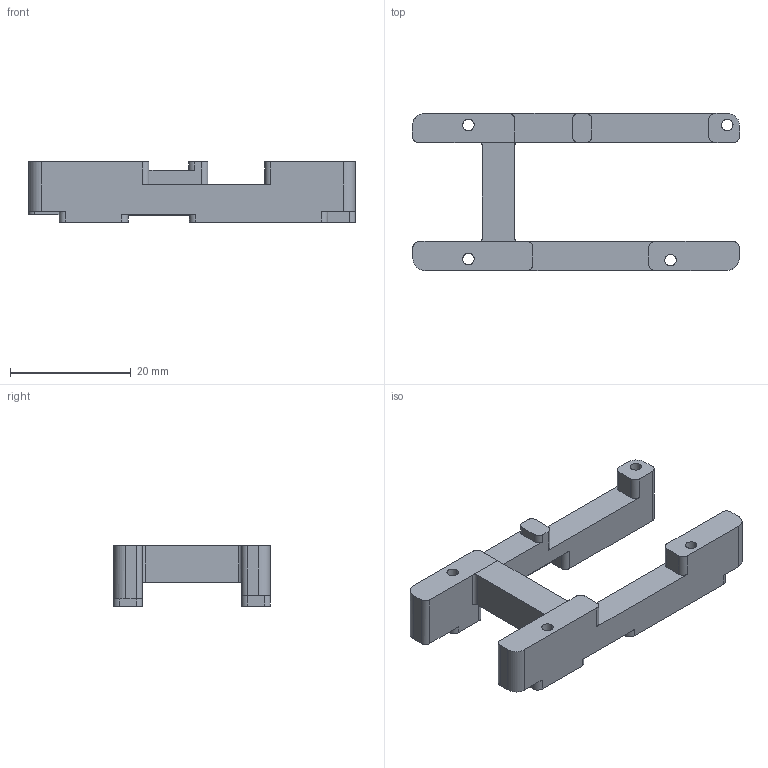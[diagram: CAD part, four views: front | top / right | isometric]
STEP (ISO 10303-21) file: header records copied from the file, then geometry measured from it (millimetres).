
FILE_DESCRIPTION(/* description */ (''),/* implementation_level */ '2;1');
FILE_NAME(/* name */ 'STE9BF6',/* time_stamp */ '2025-01-07T12:07:29+08:00',/* author */ (''),/* organization */ (''),/* preprocessor_version */ 'ST-DEVELOPER v16.5',/* originating_system */ '',/* authorisation */ '');
FILE_SCHEMA (('CONFIG_CONTROL_DESIGN'));
Length unit declared in the file: millimetre
Products named in the file (1): Document
Bounding box: 54.07 x 25.95 x 10 mm (x, y, z)
Volume: 4380.5 mm3; surface area: 3511.1 mm2
Topology: 1 solids, 1 shells, 91 faces, 261 edges, 172 vertices
Faces by surface type: plane 46, cylinder 45
Entity records: 2704 total; most frequent: CARTESIAN_POINT 924, ORIENTED_EDGE 522, EDGE_CURVE 261, VERTEX_POINT 172, B_SPLINE_CURVE_WITH_KNOTS 171, EDGE_LOOP 99, DIRECTION 95, AXIS2_PLACEMENT_3D 93
